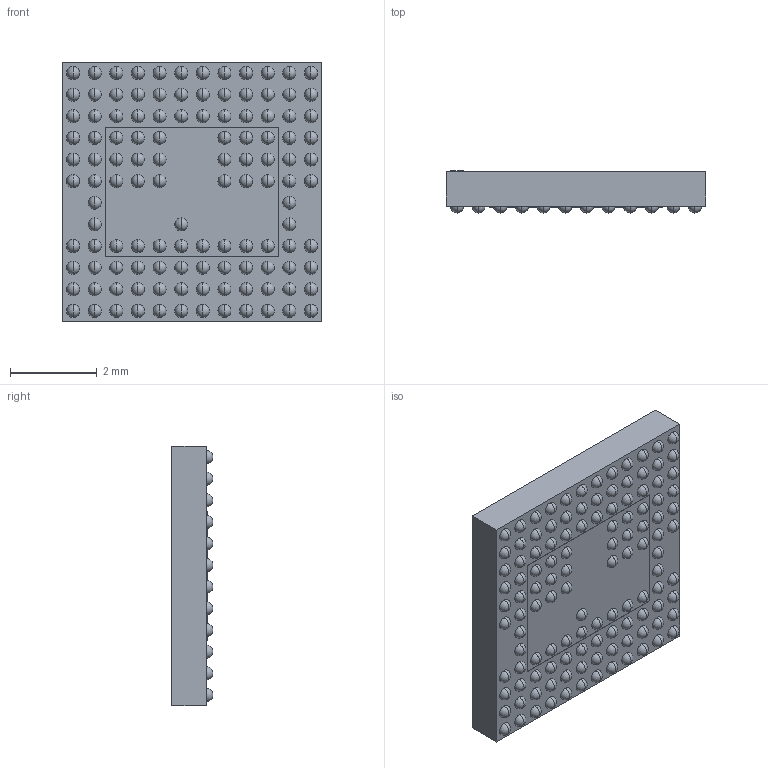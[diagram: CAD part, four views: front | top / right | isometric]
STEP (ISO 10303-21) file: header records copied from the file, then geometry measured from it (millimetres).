
FILE_DESCRIPTION (( 'STEP AP214' ), '1' );
FILE_NAME ('Microchip PG-WFWLB-119-1.STEP', '2018-02-13T12:58:30', ( '' ), ( '' ), 'SwSTEP 2.0', 'SolidWorks 2016', '' );
FILE_SCHEMA (( 'AUTOMOTIVE_DESIGN' ));
Length unit declared in the file: millimetre
Products named in the file (1): Microchip PG-WFWLB-119-1
Bounding box: 6 x 0.96 x 6 mm (x, y, z)
Volume: 29.8 mm3; surface area: 100.2 mm2
Topology: 1 solids, 1 shells, 520 faces, 1591 edges, 1039 vertices
Faces by surface type: sphere 238, plane 185, bspline 95, cylinder 2
Entity records: 20967 total; most frequent: CARTESIAN_POINT 7702, ORIENTED_EDGE 2446, DIRECTION 2365, EDGE_CURVE 1223, AXIS2_PLACEMENT_3D 906, VERTEX_POINT 855, EDGE_LOOP 670, VECTOR 553
